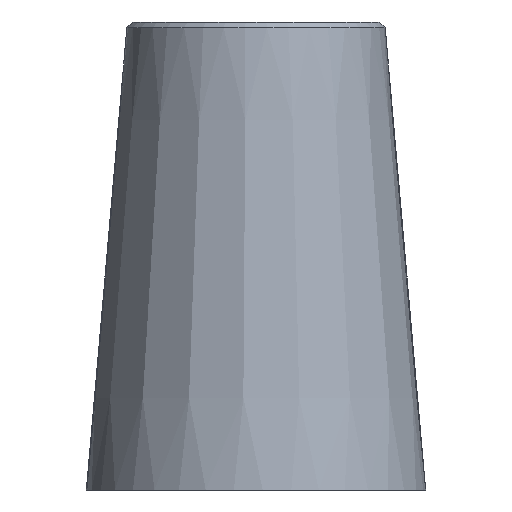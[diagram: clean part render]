
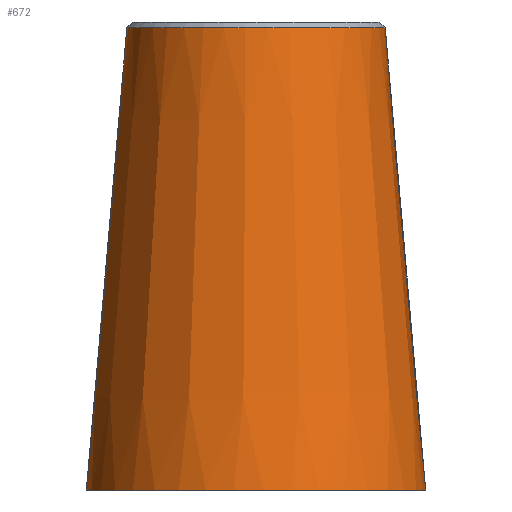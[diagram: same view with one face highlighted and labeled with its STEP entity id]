
A CAD part, left-side view. The second image highlights one B-rep face of the part: STEP entity #672.
In plain terms, the highlighted conical face has half-angle 5 degrees and reference radius 14.5 mm.
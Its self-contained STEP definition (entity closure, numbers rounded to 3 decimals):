
#341=HYPERBOLA('',#626,108.585,9.5);
#342=HYPERBOLA('',#628,108.585,9.5);
#349=ELLIPSE('',#625,14.555,10.252);
#350=ELLIPSE('',#629,14.555,10.252);
#353=CONICAL_SURFACE('',#624,14.5,5.);
#361=ORIENTED_EDGE('',*,*,#455,.T.);
#362=ORIENTED_EDGE('',*,*,#457,.T.);
#363=ORIENTED_EDGE('',*,*,#458,.F.);
#364=ORIENTED_EDGE('',*,*,#459,.F.);
#365=ORIENTED_EDGE('',*,*,#460,.F.);
#366=ORIENTED_EDGE('',*,*,#461,.T.);
#367=ORIENTED_EDGE('',*,*,#462,.T.);
#419=CIRCLE('',#622,14.5);
#421=CIRCLE('',#627,11.525);
#422=CIRCLE('',#630,11.044);
#431=VERTEX_POINT('',#691);
#433=VERTEX_POINT('',#696);
#434=VERTEX_POINT('',#697);
#435=VERTEX_POINT('',#699);
#436=VERTEX_POINT('',#701);
#437=VERTEX_POINT('',#703);
#438=VERTEX_POINT('',#705);
#455=EDGE_CURVE('',#431,#431,#419,.T.);
#457=EDGE_CURVE('',#433,#434,#349,.T.);
#458=EDGE_CURVE('',#435,#434,#341,.T.);
#459=EDGE_CURVE('',#436,#435,#421,.T.);
#460=EDGE_CURVE('',#437,#436,#342,.T.);
#461=EDGE_CURVE('',#437,#438,#350,.T.);
#462=EDGE_CURVE('',#438,#433,#422,.T.);
#487=EDGE_LOOP('',(#361));
#488=EDGE_LOOP('',(#362,#363,#364,#365,#366,#367));
#509=FACE_BOUND('',#487,.T.);
#510=FACE_BOUND('',#488,.T.);
#533=DIRECTION('',(0.,0.,1.));
#534=DIRECTION('',(0.,-14.5,0.));
#537=DIRECTION('',(0.,0.,-1.));
#538=DIRECTION('',(1.,0.,0.));
#539=DIRECTION('',(0.,0.707,0.707));
#540=DIRECTION('',(0.,-0.707,0.707));
#541=DIRECTION('',(0.,1.,0.));
#542=DIRECTION('',(0.,0.,-1.));
#543=DIRECTION('',(0.,0.,1.));
#544=DIRECTION('',(6.526,-9.5,0.));
#545=DIRECTION('',(0.,-1.,0.));
#546=DIRECTION('',(0.,0.,-1.));
#547=DIRECTION('',(0.,-0.707,0.707));
#548=DIRECTION('',(0.,0.707,0.707));
#549=DIRECTION('',(0.,0.,-1.));
#550=DIRECTION('',(-11.044,0.,0.));
#622=AXIS2_PLACEMENT_3D('',#692,#533,#534);
#624=AXIS2_PLACEMENT_3D('',#695,#537,#538);
#625=AXIS2_PLACEMENT_3D('',#698,#539,#540);
#626=AXIS2_PLACEMENT_3D('',#700,#541,#542);
#627=AXIS2_PLACEMENT_3D('',#702,#543,#544);
#628=AXIS2_PLACEMENT_3D('',#704,#545,#546);
#629=AXIS2_PLACEMENT_3D('',#706,#547,#548);
#630=AXIS2_PLACEMENT_3D('',#707,#549,#550);
#672=ADVANCED_FACE('',(#509,#510),#353,.T.);
#691=CARTESIAN_POINT('',(-86.278,-12.44,0.));
#692=CARTESIAN_POINT('',(-86.278,2.06,0.));
#695=CARTESIAN_POINT('',(-86.278,2.06,0.));
#696=CARTESIAN_POINT('',(-80.642,11.558,39.502));
#697=CARTESIAN_POINT('',(-80.645,11.56,39.5));
#698=CARTESIAN_POINT('',(-86.278,2.96,48.1));
#699=CARTESIAN_POINT('',(-79.752,11.56,34.));
#700=CARTESIAN_POINT('',(-86.278,11.56,165.736));
#701=CARTESIAN_POINT('',(-79.752,-7.44,34.));
#702=CARTESIAN_POINT('',(-86.278,2.06,34.));
#703=CARTESIAN_POINT('',(-80.645,-7.44,39.5));
#704=CARTESIAN_POINT('',(-86.278,-7.44,165.736));
#705=CARTESIAN_POINT('',(-80.642,-7.438,39.502));
#706=CARTESIAN_POINT('',(-86.278,1.159,48.1));
#707=CARTESIAN_POINT('',(-86.278,2.06,39.502));
